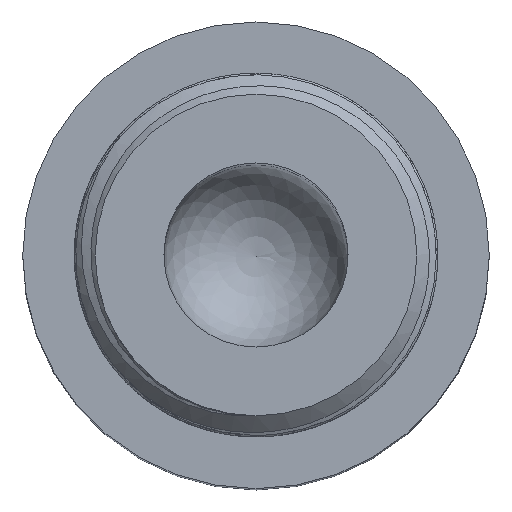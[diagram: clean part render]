
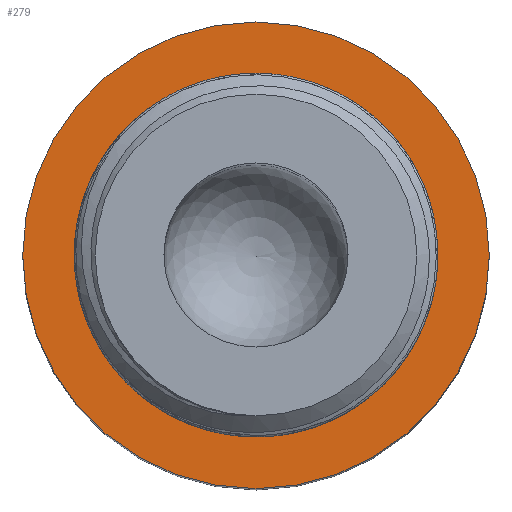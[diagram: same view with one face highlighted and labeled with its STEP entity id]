
A CAD part, top view. The second image highlights one B-rep face of the part: STEP entity #279.
In plain terms, the highlighted planar face has unit normal (0, 0, 1).
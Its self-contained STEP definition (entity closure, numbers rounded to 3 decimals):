
#18=PLANE('',#314);
#26=FACE_BOUND('',#64,.T.);
#47=FACE_OUTER_BOUND('',#63,.T.);
#63=EDGE_LOOP('',(#259));
#64=EDGE_LOOP('',(#260));
#106=CIRCLE('',#311,5.6);
#107=CIRCLE('',#315,8.3);
#131=VERTEX_POINT('',#2225);
#142=VERTEX_POINT('',#3925);
#169=EDGE_CURVE('',#131,#131,#106,.T.);
#183=EDGE_CURVE('',#142,#142,#107,.T.);
#259=ORIENTED_EDGE('',*,*,#183,.F.);
#260=ORIENTED_EDGE('',*,*,#169,.F.);
#279=ADVANCED_FACE('',(#47,#26),#18,.T.);
#311=AXIS2_PLACEMENT_3D('',#2226,#340,#341);
#314=AXIS2_PLACEMENT_3D('',#3924,#347,#348);
#315=AXIS2_PLACEMENT_3D('',#3926,#349,#350);
#340=DIRECTION('center_axis',(0.,0.,1.));
#341=DIRECTION('ref_axis',(0.,1.,0.));
#347=DIRECTION('center_axis',(0.,0.,1.));
#348=DIRECTION('ref_axis',(1.,0.,0.));
#349=DIRECTION('center_axis',(0.,0.,-1.));
#350=DIRECTION('ref_axis',(1.,0.,0.));
#2225=CARTESIAN_POINT('',(0.,-5.6,-6.9));
#2226=CARTESIAN_POINT('Origin',(0.,0.,-6.9));
#3924=CARTESIAN_POINT('Origin',(0.,-8.31,-6.9));
#3925=CARTESIAN_POINT('',(-8.3,0.,-6.9));
#3926=CARTESIAN_POINT('Origin',(0.,0.,
-6.9));
